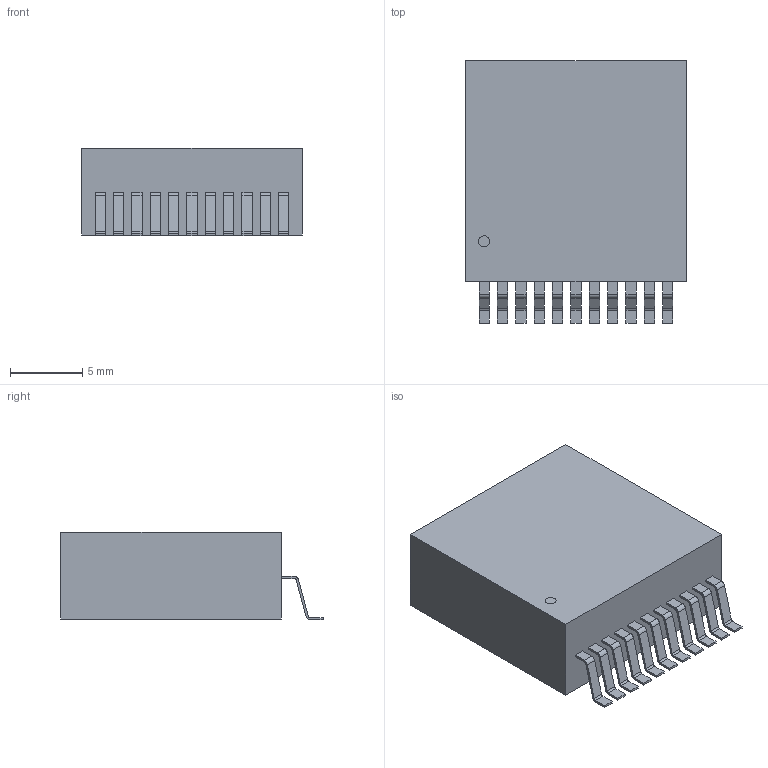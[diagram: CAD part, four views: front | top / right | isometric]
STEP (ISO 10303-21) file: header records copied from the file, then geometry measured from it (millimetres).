
FILE_DESCRIPTION(('STEP AP214'),'1');
FILE_NAME('TZA11A','2021-03-26T19:59:12',(''),(''),'','','');
FILE_SCHEMA(('AUTOMOTIVE_DESIGN'));
Length unit declared in the file: millimetre
Products named in the file (1): product
Bounding box: 15.24 x 18.14 x 6.05 mm (x, y, z)
Volume: 1405.2 mm3; surface area: 1207.8 mm2
Topology: 14 solids, 14 shells, 169 faces, 423 edges, 282 vertices
Faces by surface type: plane 124, cylinder 45
Full cylindrical faces by diameter (mm): 0.762 x1
Entity records: 4844 total; most frequent: DIRECTION 854, ORIENTED_EDGE 844, CARTESIAN_POINT 499, EDGE_CURVE 422, LINE 332, VECTOR 332, VERTEX_POINT 282, AXIS2_PLACEMENT_3D 261
